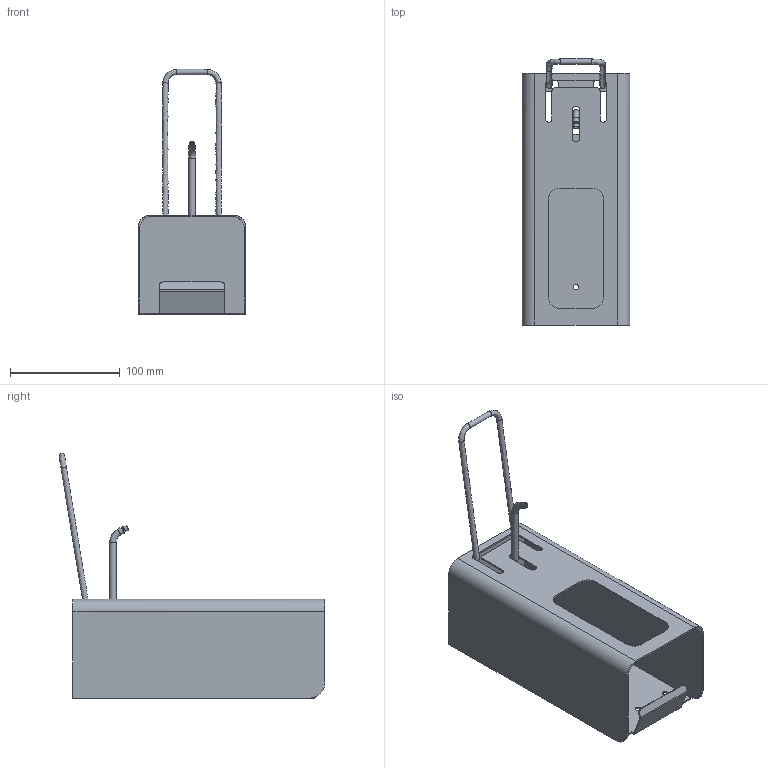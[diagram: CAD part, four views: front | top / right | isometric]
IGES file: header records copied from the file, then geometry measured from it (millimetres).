
Global section: file name: 141-EB_A; native system: Autodesk Inventor 2022; preprocessor: unknown; author: R. Madlener; date: 20230222.155356; units: millimetre
Bounding box: 98.3 x 242.73 x 224.05 mm (x, y, z)
Volume: 124505.2 mm3; surface area: 173215.9 mm2
Topology: 4 solids, 4 shells, 130 faces, 347 edges, 227 vertices
Faces by surface type: bspline 130
